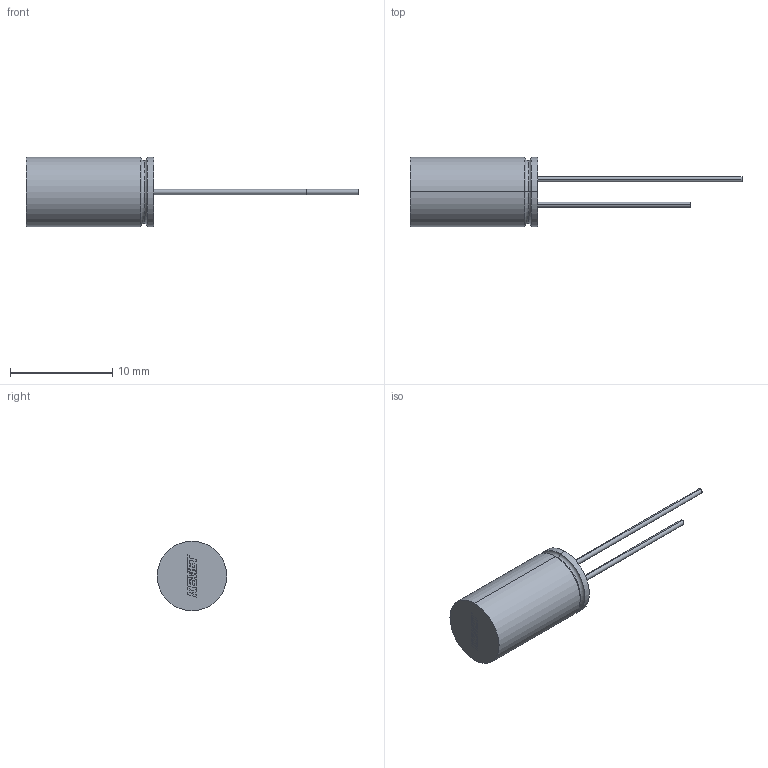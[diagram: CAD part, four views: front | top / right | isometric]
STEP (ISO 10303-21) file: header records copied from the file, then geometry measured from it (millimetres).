
FILE_DESCRIPTION (( 'STEP AP214' ), '1' );
FILE_NAME ('CAR_KTRS_6.3X11_D6.8L12.5S2.5F0.5.STEP', '2020-06-11T20:03:42', ( '' ), ( '' ), 'SwSTEP 2.0', 'SolidWorks 2014', '' );
FILE_SCHEMA (( 'AUTOMOTIVE_DESIGN' ));
Length unit declared in the file: millimetre
Products named in the file (1): CAR_KTRS_6.3X11_D6.8L12.5S2.5F0.5
Bounding box: 32.51 x 6.8 x 6.8 mm (x, y, z)
Volume: 457.5 mm3; surface area: 405.1 mm2
Topology: 4 solids, 4 shells, 73 faces, 183 edges, 120 vertices
Faces by surface type: plane 61, cylinder 8, torus 4
Entity records: 3015 total; most frequent: CARTESIAN_POINT 377, ORIENTED_EDGE 366, DIRECTION 353, EDGE_CURVE 183, VECTOR 161, LINE 161, VERTEX_POINT 120, AXIS2_PLACEMENT_3D 96
